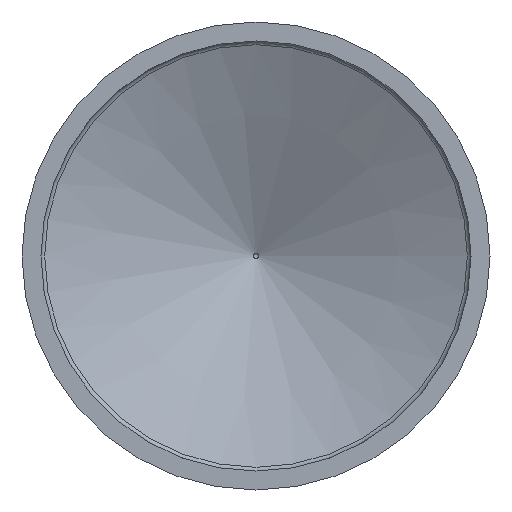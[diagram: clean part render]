
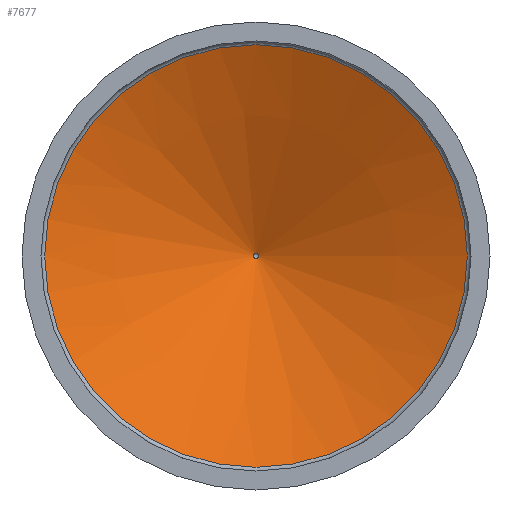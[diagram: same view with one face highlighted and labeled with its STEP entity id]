
A CAD part, front view. The second image highlights one B-rep face of the part: STEP entity #7677.
In plain terms, the highlighted conical face has half-angle 66.053 degrees and reference radius 0.203 mm.
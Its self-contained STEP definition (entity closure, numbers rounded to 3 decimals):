
#706 = AXIS2_PLACEMENT_3D ( 'NONE', #5032, #814, #2159 ) ;
#814 = DIRECTION ( 'NONE',  ( 0., -1., 0. ) ) ;
#1214 = EDGE_LOOP ( 'NONE', ( #8939 ) ) ;
#1280 = CIRCLE ( 'NONE', #6007, 0.203 ) ;
#2159 = DIRECTION ( 'NONE',  ( 1., 0., 0. ) ) ;
#2215 = CARTESIAN_POINT ( 'NONE',  ( 0., 17.457, 0. ) ) ;
#2503 = AXIS2_PLACEMENT_3D ( 'NONE', #6842, #8987, #2608 ) ;
#2608 = DIRECTION ( 'NONE',  ( 1., 0., 0. ) ) ;
#2732 = CONICAL_SURFACE ( 'NONE', #706, 0.203, 1.153 ) ;
#3295 = FACE_BOUND ( 'NONE', #1214, .T. ) ;
#3558 = CARTESIAN_POINT ( 'NONE',  ( 16.703, 10.129, 0. ) ) ;
#3574 = ORIENTED_EDGE ( 'NONE', *, *, #5700, .T. ) ;
#3618 = DIRECTION ( 'NONE',  ( 1., 0., 0. ) ) ;
#3662 = CIRCLE ( 'NONE', #2503, 16.703 ) ;
#4583 = EDGE_LOOP ( 'NONE', ( #3574 ) ) ;
#4728 = FACE_OUTER_BOUND ( 'NONE', #4583, .T. ) ;
#5032 = CARTESIAN_POINT ( 'NONE',  ( 0., 17.457, 0. ) ) ;
#5700 = EDGE_CURVE ( 'NONE', #8692, #8692, #3662, .T. ) ;
#6007 = AXIS2_PLACEMENT_3D ( 'NONE', #2215, #7826, #3618 ) ;
#6628 = EDGE_CURVE ( 'NONE', #8588, #8588, #1280, .T. ) ;
#6842 = CARTESIAN_POINT ( 'NONE',  ( 0., 10.129, 0. ) ) ;
#7677 = ADVANCED_FACE ( 'NONE', ( #4728, #3295 ), #2732, .F. ) ;
#7826 = DIRECTION ( 'NONE',  ( 0., -1., 0. ) ) ;
#8500 = CARTESIAN_POINT ( 'NONE',  ( 0.203, 17.457, 0. ) ) ;
#8588 = VERTEX_POINT ( 'NONE', #8500 ) ;
#8692 = VERTEX_POINT ( 'NONE', #3558 ) ;
#8939 = ORIENTED_EDGE ( 'NONE', *, *, #6628, .F. ) ;
#8987 = DIRECTION ( 'NONE',  ( 0., -1., 0. ) ) ;
